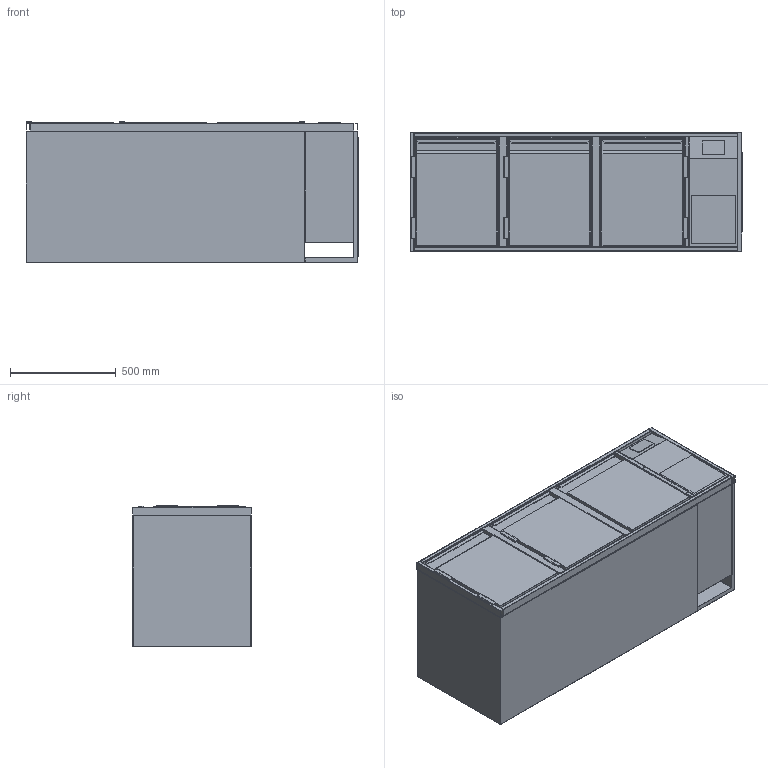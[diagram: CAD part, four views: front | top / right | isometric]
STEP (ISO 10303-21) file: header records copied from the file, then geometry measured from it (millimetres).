
FILE_DESCRIPTION (( 'STEP AP203' ), '1' );
FILE_NAME ('G-KTE-3-56-R-3T.step', '2024-02-26T13:39:23', ( '' ), ( '' ), 'SwSTEP 2.0', 'SolidWorks 2023', '' );
FILE_SCHEMA (( 'CONFIG_CONTROL_DESIGN' ));
Length unit declared in the file: millimetre
Products named in the file (11): 20-03-43331_G-KT-Auflage-400-660-Ohne-Rost; 20-03-43319_G-KT-Einbauelement-Tür-400-660-560-R; 18-06-35404_TUER-385-505-R; 24-02-55012_G-KT-Korpus-1320-660-560-R; G-KTE-3-56-R-3T; 18-06-35404_TUER-385-505-L; 20-03-43318_G-KT-Rahmen-Tür-400-560; 20-03-43319_G-KT-Einbauelement-Tür-400-660-560-L; 21-01-47565_G-KT-FRR-560-1570--1320B-250; 20-03-43331_G-KT-Auflage-400-660-mit-Rost; 24-02-55011_G-KT-Fach-S-R-250-660-560
Assembly tree (14 placements, depth 3):
  G-KTE-3-56-R-3T
    24-02-55012_G-KT-Korpus-1320-660-560-R
    21-01-47565_G-KT-FRR-560-1570--1320B-250
    24-02-55011_G-KT-Fach-S-R-250-660-560
    20-03-43319_G-KT-Einbauelement-Tür-400-660-560-L  x2
      20-03-43318_G-KT-Rahmen-Tür-400-560
      18-06-35404_TUER-385-505-L
      20-03-43331_G-KT-Auflage-400-660-Ohne-Rost
      20-03-43331_G-KT-Auflage-400-660-mit-Rost
    20-03-43319_G-KT-Einbauelement-Tür-400-660-560-R
      20-03-43318_G-KT-Rahmen-Tür-400-560
      18-06-35404_TUER-385-505-R
      20-03-43331_G-KT-Auflage-400-660-Ohne-Rost
      20-03-43331_G-KT-Auflage-400-660-mit-Rost
Bounding box: 1571 x 560 x 667.5 mm (x, y, z)
Volume: 155351373.6 mm3; surface area: 14133825.2 mm2
Topology: 39 solids, 39 shells, 2318 faces, 6188 edges, 3924 vertices
Faces by surface type: cylinder 1454, plane 725, torus 48, sphere 46, bspline 45
Entity records: 36736 total; most frequent: CARTESIAN_POINT 6916, DIRECTION 6177, ORIENTED_EDGE 5746, EDGE_CURVE 2873, AXIS2_PLACEMENT_3D 2291, VERTEX_POINT 1818, LINE 1595, VECTOR 1595
